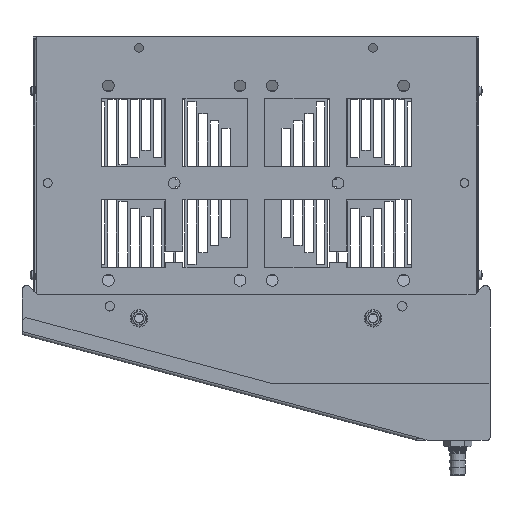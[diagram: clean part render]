
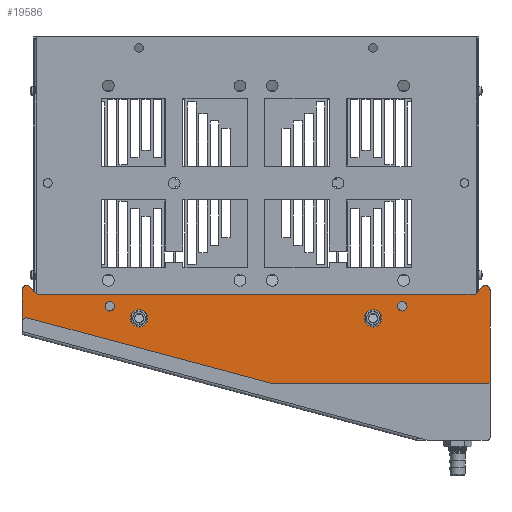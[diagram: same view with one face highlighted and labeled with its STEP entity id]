
A CAD part, front view. The second image highlights one B-rep face of the part: STEP entity #19586.
In plain terms, the highlighted face is planar.
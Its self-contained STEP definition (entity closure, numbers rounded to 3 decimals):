
#18686=CARTESIAN_POINT('',(-157.,53.007,-24.));
#18687=DIRECTION('',(0.,0.,-1.));
#18688=DIRECTION('',(-1.,0.,0.));
#18689=AXIS2_PLACEMENT_3D('',#18686,#18687,#18688);
#18691=DIRECTION('',(0.707,-0.707,0.));
#18692=VECTOR('',#18691,7.253);
#18693=CARTESIAN_POINT('',(-154.879,55.129,-24.));
#18694=LINE('',#18693,#18692);
#18695=DIRECTION('',(1.,0.,0.));
#18696=VECTOR('',#18695,299.5);
#18697=CARTESIAN_POINT('',(-149.75,50.,-24.));
#18698=LINE('',#18697,#18696);
#18699=DIRECTION('',(0.707,0.707,0.));
#18700=VECTOR('',#18699,7.253);
#18701=CARTESIAN_POINT('',(149.75,50.,-24.));
#18702=LINE('',#18701,#18700);
#18703=CARTESIAN_POINT('',(157.,53.007,-24.));
#18704=DIRECTION('',(0.,0.,-1.));
#18705=DIRECTION('',(-0.707,0.707,0.));
#18706=AXIS2_PLACEMENT_3D('',#18703,#18704,#18705);
#18708=DIRECTION('',(0.,-1.,0.));
#18709=VECTOR('',#18708,101.007);
#18710=CARTESIAN_POINT('',(160.,53.007,-24.));
#18711=LINE('',#18710,#18709);
#18712=CARTESIAN_POINT('',(160.,-48.,-24.));
#18713=CARTESIAN_POINT('',(159.996,-48.275,-24.));
#18714=CARTESIAN_POINT('',(159.897,-48.779,-24.));
#18715=CARTESIAN_POINT('',(159.452,-49.452,-24.));
#18716=CARTESIAN_POINT('',(158.779,-49.897,-24.));
#18717=CARTESIAN_POINT('',(158.275,-49.996,-24.));
#18718=CARTESIAN_POINT('',(158.,-50.,-24.));
#18720=DIRECTION('',(-1.,0.,0.));
#18721=VECTOR('',#18720,40.273);
#18722=CARTESIAN_POINT('',(158.,-50.,-24.));
#18723=LINE('',#18722,#18721);
#18724=DIRECTION('',(-0.966,0.259,0.));
#18725=VECTOR('',#18724,7.727);
#18726=CARTESIAN_POINT('',(117.727,-50.,-24.));
#18727=LINE('',#18726,#18725);
#18728=DIRECTION('',(-0.966,0.259,0.));
#18729=VECTOR('',#18728,279.797);
#18730=CARTESIAN_POINT('',(110.263,-48.,-24.));
#18731=LINE('',#18730,#18729);
#18732=DIRECTION('',(0.,1.,0.));
#18733=VECTOR('',#18732,28.591);
#18734=CARTESIAN_POINT('',(-160.,24.417,-24.));
#18735=LINE('',#18734,#18733);
#18736=CARTESIAN_POINT('',(-80.,33.5,-24.));
#18737=DIRECTION('',(0.,0.,1.));
#18738=DIRECTION('',(-1.,0.,0.));
#18739=AXIS2_PLACEMENT_3D('',#18736,#18737,#18738);
#18741=CARTESIAN_POINT('',(-80.,33.5,-24.));
#18742=DIRECTION('',(0.,0.,1.));
#18743=DIRECTION('',(1.,0.,0.));
#18744=AXIS2_PLACEMENT_3D('',#18741,#18742,#18743);
#18746=CARTESIAN_POINT('',(-100.,41.75,-24.));
#18747=DIRECTION('',(0.,0.,1.));
#18748=DIRECTION('',(1.,0.,0.));
#18749=AXIS2_PLACEMENT_3D('',#18746,#18747,#18748);
#18751=CARTESIAN_POINT('',(-100.,41.75,-24.));
#18752=DIRECTION('',(0.,0.,1.));
#18753=DIRECTION('',(-1.,0.,0.));
#18754=AXIS2_PLACEMENT_3D('',#18751,#18752,#18753);
#18756=CARTESIAN_POINT('',(100.,41.75,-24.));
#18757=DIRECTION('',(0.,0.,1.));
#18758=DIRECTION('',(1.,0.,0.));
#18759=AXIS2_PLACEMENT_3D('',#18756,#18757,#18758);
#18761=CARTESIAN_POINT('',(100.,41.75,-24.));
#18762=DIRECTION('',(0.,0.,1.));
#18763=DIRECTION('',(-1.,0.,0.));
#18764=AXIS2_PLACEMENT_3D('',#18761,#18762,#18763);
#18766=CARTESIAN_POINT('',(80.,33.5,-24.));
#18767=DIRECTION('',(0.,0.,1.));
#18768=DIRECTION('',(-1.,0.,0.));
#18769=AXIS2_PLACEMENT_3D('',#18766,#18767,#18768);
#18771=CARTESIAN_POINT('',(80.,33.5,-24.));
#18772=DIRECTION('',(0.,0.,1.));
#18773=DIRECTION('',(1.,0.,0.));
#18774=AXIS2_PLACEMENT_3D('',#18771,#18772,#18773);
#19329=CARTESIAN_POINT('',(-76.75,33.5,-24.));
#19330=VERTEX_POINT('',#19329);
#19331=CARTESIAN_POINT('',(-83.25,33.5,-24.));
#19332=VERTEX_POINT('',#19331);
#19333=CARTESIAN_POINT('',(-160.,53.007,-24.));
#19334=CARTESIAN_POINT('',(-154.879,55.129,-24.));
#19335=VERTEX_POINT('',#19333);
#19336=VERTEX_POINT('',#19334);
#19337=CARTESIAN_POINT('',(-149.75,50.,-24.));
#19338=VERTEX_POINT('',#19337);
#19339=CARTESIAN_POINT('',(149.75,50.,-24.));
#19340=VERTEX_POINT('',#19339);
#19341=CARTESIAN_POINT('',(154.879,55.129,-24.));
#19342=VERTEX_POINT('',#19341);
#19343=CARTESIAN_POINT('',(160.,53.007,-24.));
#19344=VERTEX_POINT('',#19343);
#19345=CARTESIAN_POINT('',(160.,-48.,-24.));
#19346=VERTEX_POINT('',#19345);
#19347=VERTEX_POINT('',#18718);
#19348=CARTESIAN_POINT('',(117.727,-50.,-24.));
#19349=VERTEX_POINT('',#19348);
#19350=CARTESIAN_POINT('',(110.263,-48.,-24.));
#19351=VERTEX_POINT('',#19350);
#19352=CARTESIAN_POINT('',(-160.,24.417,-24.));
#19353=VERTEX_POINT('',#19352);
#19354=CARTESIAN_POINT('',(-96.75,41.75,-24.));
#19355=CARTESIAN_POINT('',(-103.25,41.75,-24.));
#19356=VERTEX_POINT('',#19354);
#19357=VERTEX_POINT('',#19355);
#19358=CARTESIAN_POINT('',(103.25,41.75,-24.));
#19359=CARTESIAN_POINT('',(96.75,41.75,-24.));
#19360=VERTEX_POINT('',#19358);
#19361=VERTEX_POINT('',#19359);
#19362=CARTESIAN_POINT('',(76.75,33.5,-24.));
#19363=CARTESIAN_POINT('',(83.25,33.5,-24.));
#19364=VERTEX_POINT('',#19362);
#19365=VERTEX_POINT('',#19363);
#19534=CARTESIAN_POINT('',(0.,0.,-24.));
#19535=DIRECTION('',(0.,0.,1.));
#19536=DIRECTION('',(1.,0.,0.));
#19537=AXIS2_PLACEMENT_3D('',#19534,#19535,#19536);
#19538=PLANE('',#19537);
#19539=ORIENTED_EDGE('',*,*,#19524,.T.);
#19541=ORIENTED_EDGE('',*,*,#19540,.T.);
#19543=ORIENTED_EDGE('',*,*,#19542,.T.);
#19545=ORIENTED_EDGE('',*,*,#19544,.T.);
#19547=ORIENTED_EDGE('',*,*,#19546,.T.);
#19549=ORIENTED_EDGE('',*,*,#19548,.T.);
#19551=ORIENTED_EDGE('',*,*,#19550,.T.);
#19553=ORIENTED_EDGE('',*,*,#19552,.T.);
#19555=ORIENTED_EDGE('',*,*,#19554,.T.);
#19557=ORIENTED_EDGE('',*,*,#19556,.T.);
#19559=ORIENTED_EDGE('',*,*,#19558,.T.);
#19560=EDGE_LOOP('',(#19539,#19541,#19543,#19545,#19547,#19549,#19551,#19553,
#19555,#19557,#19559));
#19561=FACE_OUTER_BOUND('',#19560,.F.);
#19563=ORIENTED_EDGE('',*,*,#19562,.T.);
#19565=ORIENTED_EDGE('',*,*,#19564,.T.);
#19566=EDGE_LOOP('',(#19563,#19565));
#19567=FACE_BOUND('',#19566,.F.);
#19569=ORIENTED_EDGE('',*,*,#19568,.T.);
#19571=ORIENTED_EDGE('',*,*,#19570,.T.);
#19572=EDGE_LOOP('',(#19569,#19571));
#19573=FACE_BOUND('',#19572,.F.);
#19575=ORIENTED_EDGE('',*,*,#19574,.T.);
#19577=ORIENTED_EDGE('',*,*,#19576,.T.);
#19578=EDGE_LOOP('',(#19575,#19577));
#19579=FACE_BOUND('',#19578,.F.);
#19581=ORIENTED_EDGE('',*,*,#19580,.T.);
#19583=ORIENTED_EDGE('',*,*,#19582,.T.);
#19584=EDGE_LOOP('',(#19581,#19583));
#19585=FACE_BOUND('',#19584,.F.);
#19586=ADVANCED_FACE('',(#19561,#19567,#19573,#19579,#19585),#19538,.T.);
#18690=CIRCLE('',#18689,3.);
#18707=CIRCLE('',#18706,3.);
#18719=B_SPLINE_CURVE_WITH_KNOTS('',3,(#18712,#18713,#18714,#18715,#18716,
#18717,#18718),.UNSPECIFIED.,.F.,.F.,(4,1,1,1,4),(0.,0.25,
0.5,0.75,1.),.UNSPECIFIED.);
#18740=CIRCLE('',#18739,3.25);
#18745=CIRCLE('',#18744,3.25);
#18750=CIRCLE('',#18749,3.25);
#18755=CIRCLE('',#18754,3.25);
#18760=CIRCLE('',#18759,3.25);
#18765=CIRCLE('',#18764,3.25);
#18770=CIRCLE('',#18769,3.25);
#18775=CIRCLE('',#18774,3.25);
#19524=EDGE_CURVE('',#19335,#19336,#18690,.T.);
#19540=EDGE_CURVE('',#19336,#19338,#18694,.T.);
#19542=EDGE_CURVE('',#19338,#19340,#18698,.T.);
#19544=EDGE_CURVE('',#19340,#19342,#18702,.T.);
#19546=EDGE_CURVE('',#19342,#19344,#18707,.T.);
#19548=EDGE_CURVE('',#19344,#19346,#18711,.T.);
#19550=EDGE_CURVE('',#19346,#19347,#18719,.T.);
#19552=EDGE_CURVE('',#19347,#19349,#18723,.T.);
#19554=EDGE_CURVE('',#19349,#19351,#18727,.T.);
#19556=EDGE_CURVE('',#19351,#19353,#18731,.T.);
#19558=EDGE_CURVE('',#19353,#19335,#18735,.T.);
#19562=EDGE_CURVE('',#19332,#19330,#18740,.T.);
#19564=EDGE_CURVE('',#19330,#19332,#18745,.T.);
#19568=EDGE_CURVE('',#19356,#19357,#18750,.T.);
#19570=EDGE_CURVE('',#19357,#19356,#18755,.T.);
#19574=EDGE_CURVE('',#19360,#19361,#18760,.T.);
#19576=EDGE_CURVE('',#19361,#19360,#18765,.T.);
#19580=EDGE_CURVE('',#19364,#19365,#18770,.T.);
#19582=EDGE_CURVE('',#19365,#19364,#18775,.T.);
